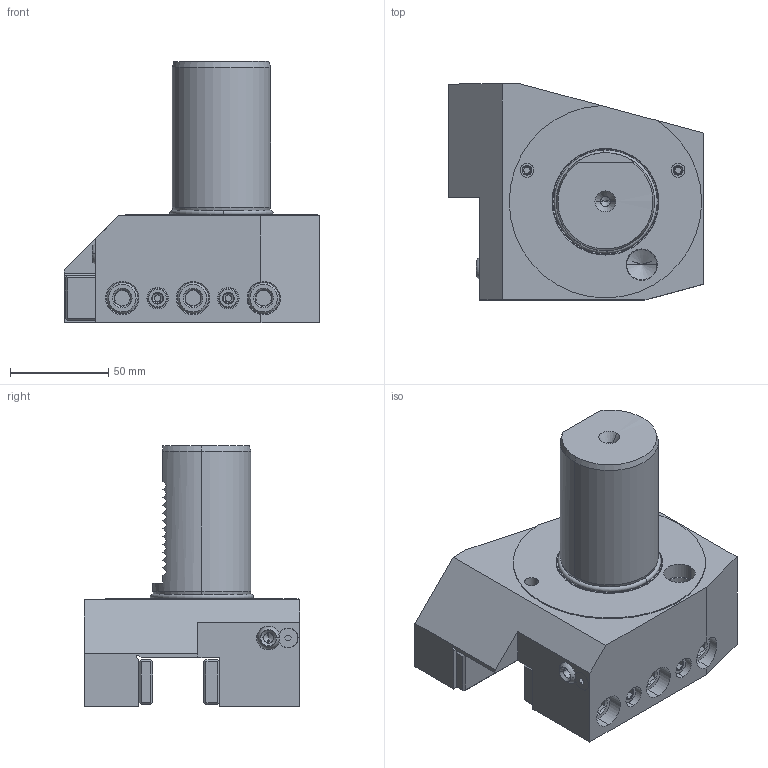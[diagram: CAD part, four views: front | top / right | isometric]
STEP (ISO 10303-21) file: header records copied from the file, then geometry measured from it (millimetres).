
FILE_DESCRIPTION((''),'2;1');
FILE_NAME('509_37_32','2020-09-17T',('101107'),(''),'CREO PARAMETRIC BY PTC INC, 2016260','CREO PARAMETRIC BY PTC INC, 2016260','');
FILE_SCHEMA(('CONFIG_CONTROL_DESIGN'));
Length unit declared in the file: millimetre
Products named in the file (1): 509_37_32
Bounding box: 130 x 110 x 133.14 mm (x, y, z)
Volume: 675570 mm3; surface area: 86824.3 mm2
Topology: 3 solids, 8 shells, 412 faces, 980 edges, 606 vertices
Faces by surface type: plane 187, cone 114, cylinder 87, revolution 8, bspline 8, torus 6, sphere 2
Entity records: 15366 total; most frequent: CARTESIAN_POINT 6016, ORIENTED_EDGE 1940, DIRECTION 1878, EDGE_CURVE 970, AXIS2_PLACEMENT_3D 708, VERTEX_POINT 606, EDGE_LOOP 462, VECTOR 454
